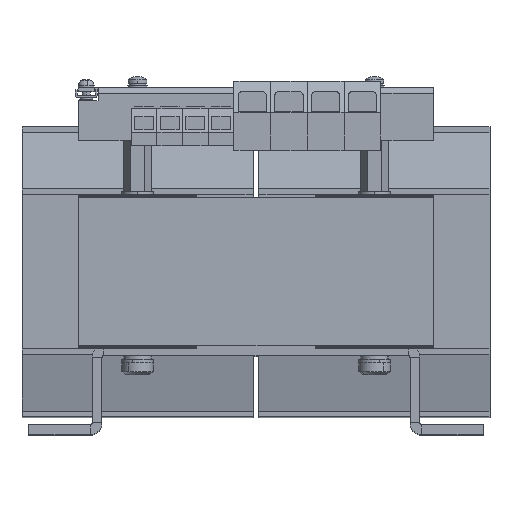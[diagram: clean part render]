
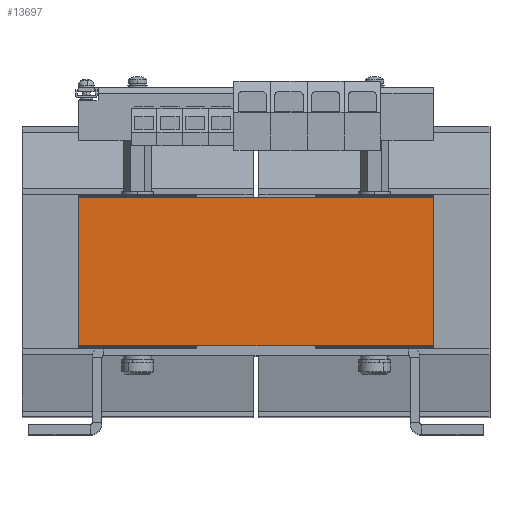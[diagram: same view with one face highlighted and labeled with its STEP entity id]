
A CAD part, top view. The second image highlights one B-rep face of the part: STEP entity #13697.
In plain terms, the highlighted planar face has unit normal (0, 0, 1).
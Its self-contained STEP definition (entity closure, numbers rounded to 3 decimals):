
#319 = VECTOR ( 'NONE', #16999, 1000. ) ;
#794 = EDGE_CURVE ( 'NONE', #10477, #18334, #16904, .T. ) ;
#807 = CARTESIAN_POINT ( 'NONE',  ( -90., -37.5, 150.001 ) ) ;
#871 = VECTOR ( 'NONE', #2053, 1000. ) ;
#919 = AXIS2_PLACEMENT_3D ( 'NONE', #8451, #12584, #4272 ) ;
#1924 = EDGE_CURVE ( 'NONE', #6316, #13286, #12264, .T. ) ;
#2053 = DIRECTION ( 'NONE',  ( -1., 0., 0. ) ) ;
#2218 = DIRECTION ( 'NONE',  ( 0., 1., 0. ) ) ;
#2404 = FACE_OUTER_BOUND ( 'NONE', #11265, .T. ) ;
#2413 = EDGE_CURVE ( 'NONE', #18334, #16436, #8255, .T. ) ;
#3078 = VERTEX_POINT ( 'NONE', #14871 ) ;
#3194 = CARTESIAN_POINT ( 'NONE',  ( -90., 37.5, 150.001 ) ) ;
#3469 = CARTESIAN_POINT ( 'NONE',  ( -90., -37.5, 150.001 ) ) ;
#3760 = ORIENTED_EDGE ( 'NONE', *, *, #7240, .F. ) ;
#3771 = VECTOR ( 'NONE', #6348, 1000. ) ;
#4272 = DIRECTION ( 'NONE',  ( 0., 1., 0. ) ) ;
#4396 = LINE ( 'NONE', #12757, #10829 ) ;
#4726 = VECTOR ( 'NONE', #9549, 1000. ) ;
#5688 = ORIENTED_EDGE ( 'NONE', *, *, #8056, .T. ) ;
#6316 = VERTEX_POINT ( 'NONE', #3469 ) ;
#6319 = CARTESIAN_POINT ( 'NONE',  ( -30., 37.5, 150.001 ) ) ;
#6348 = DIRECTION ( 'NONE',  ( -1., 0., 0. ) ) ;
#6926 = ORIENTED_EDGE ( 'NONE', *, *, #1924, .T. ) ;
#6954 = LINE ( 'NONE', #13319, #8499 ) ;
#7240 = EDGE_CURVE ( 'NONE', #16998, #16436, #15144, .T. ) ;
#7714 = VERTEX_POINT ( 'NONE', #15697 ) ;
#8056 = EDGE_CURVE ( 'NONE', #7714, #10477, #4396, .T. ) ;
#8122 = CARTESIAN_POINT ( 'NONE',  ( -90., -37.5, 150.001 ) ) ;
#8255 = LINE ( 'NONE', #12179, #3771 ) ;
#8451 = CARTESIAN_POINT ( 'NONE',  ( -90., -37.5, 150.001 ) ) ;
#8499 = VECTOR ( 'NONE', #15977, 1000. ) ;
#9196 = CARTESIAN_POINT ( 'NONE',  ( -30., -37.5, 150.001 ) ) ;
#9338 = VECTOR ( 'NONE', #2218, 1000. ) ;
#9549 = DIRECTION ( 'NONE',  ( 1., 0., 0. ) ) ;
#9576 = ORIENTED_EDGE ( 'NONE', *, *, #17538, .F. ) ;
#9878 = PLANE ( 'NONE',  #919 ) ;
#10116 = DIRECTION ( 'NONE',  ( 0., 1., 0. ) ) ;
#10477 = VERTEX_POINT ( 'NONE', #15331 ) ;
#10829 = VECTOR ( 'NONE', #10116, 1000. ) ;
#11265 = EDGE_LOOP ( 'NONE', ( #17674, #15311, #3760, #14148, #6926, #9576, #13478, #5688 ) ) ;
#11364 = EDGE_CURVE ( 'NONE', #7714, #3078, #6954, .T. ) ;
#11469 = CARTESIAN_POINT ( 'NONE',  ( -90., 37.5, 150.001 ) ) ;
#11589 = DIRECTION ( 'NONE',  ( 1., 0., 0. ) ) ;
#12111 = CARTESIAN_POINT ( 'NONE',  ( -90., -37.5, 150.001 ) ) ;
#12179 = CARTESIAN_POINT ( 'NONE',  ( -90., 37.5, 150.001 ) ) ;
#12264 = LINE ( 'NONE', #8122, #4726 ) ;
#12584 = DIRECTION ( 'NONE',  ( 0., 0., -1. ) ) ;
#12757 = CARTESIAN_POINT ( 'NONE',  ( 90., -37.5, 150.001 ) ) ;
#12923 = VECTOR ( 'NONE', #11589, 1000. ) ;
#13069 = LINE ( 'NONE', #807, #9338 ) ;
#13256 = LINE ( 'NONE', #12111, #871 ) ;
#13286 = VERTEX_POINT ( 'NONE', #9196 ) ;
#13313 = EDGE_CURVE ( 'NONE', #6316, #16998, #13069, .T. ) ;
#13319 = CARTESIAN_POINT ( 'NONE',  ( -90., -37.5, 150.001 ) ) ;
#13478 = ORIENTED_EDGE ( 'NONE', *, *, #11364, .F. ) ;
#13697 = ADVANCED_FACE ( 'NONE', ( #2404 ), #9878, .F. ) ;
#14037 = CARTESIAN_POINT ( 'NONE',  ( 30., 37.5, 150.001 ) ) ;
#14148 = ORIENTED_EDGE ( 'NONE', *, *, #13313, .F. ) ;
#14871 = CARTESIAN_POINT ( 'NONE',  ( 30., -37.5, 150.001 ) ) ;
#15144 = LINE ( 'NONE', #3194, #12923 ) ;
#15145 = CARTESIAN_POINT ( 'NONE',  ( -90., 37.5, 150.001 ) ) ;
#15311 = ORIENTED_EDGE ( 'NONE', *, *, #2413, .T. ) ;
#15331 = CARTESIAN_POINT ( 'NONE',  ( 90., 37.5, 150.001 ) ) ;
#15697 = CARTESIAN_POINT ( 'NONE',  ( 90., -37.5, 150.001 ) ) ;
#15977 = DIRECTION ( 'NONE',  ( -1., 0., 0. ) ) ;
#16436 = VERTEX_POINT ( 'NONE', #6319 ) ;
#16904 = LINE ( 'NONE', #11469, #319 ) ;
#16998 = VERTEX_POINT ( 'NONE', #15145 ) ;
#16999 = DIRECTION ( 'NONE',  ( -1., 0., 0. ) ) ;
#17538 = EDGE_CURVE ( 'NONE', #3078, #13286, #13256, .T. ) ;
#17674 = ORIENTED_EDGE ( 'NONE', *, *, #794, .T. ) ;
#18334 = VERTEX_POINT ( 'NONE', #14037 ) ;
